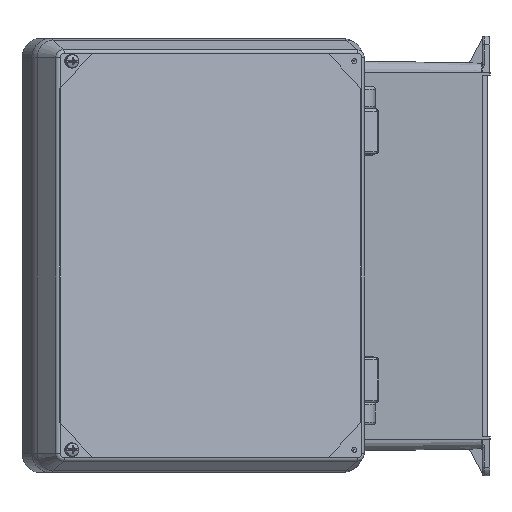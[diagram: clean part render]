
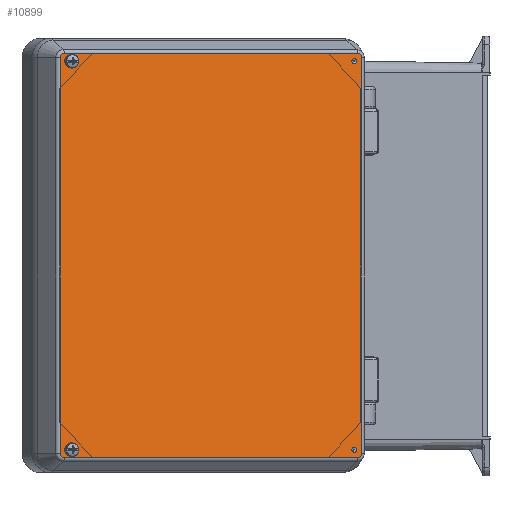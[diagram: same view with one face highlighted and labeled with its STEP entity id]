
A CAD part, left-side view. The second image highlights one B-rep face of the part: STEP entity #10899.
In plain terms, the highlighted face is planar.
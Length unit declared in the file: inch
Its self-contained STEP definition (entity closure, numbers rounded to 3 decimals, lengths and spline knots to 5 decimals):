
#120 = EDGE_LOOP ( 'NONE', ( #3862 ) ) ;
#300 = AXIS2_PLACEMENT_3D ( 'NONE', #24515, #11889, #26618 ) ;
#822 = DIRECTION ( 'NONE',  ( 0., -1., 0. ) ) ;
#1796 = DIRECTION ( 'NONE',  ( 0., -1., 0. ) ) ;
#1874 = CARTESIAN_POINT ( 'NONE',  ( 4.16, -1.64, 5.16 ) ) ;
#2880 = AXIS2_PLACEMENT_3D ( 'NONE', #7572, #22220, #9673 ) ;
#3495 = VERTEX_POINT ( 'NONE', #22965 ) ;
#3776 = CARTESIAN_POINT ( 'NONE',  ( 4.0625, -1.64, -5.07 ) ) ;
#3862 = ORIENTED_EDGE ( 'NONE', *, *, #9062, .F. ) ;
#3930 = DIRECTION ( 'NONE',  ( 0., 0., -1. ) ) ;
#4097 = EDGE_CURVE ( 'NONE', #8252, #12421, #15451, .T. ) ;
#4158 = VECTOR ( 'NONE', #20200, 39.37008 ) ;
#4204 = LINE ( 'NONE', #13837, #4158 ) ;
#4365 = CIRCLE ( 'NONE', #22355, 0.094 ) ;
#4552 = AXIS2_PLACEMENT_3D ( 'NONE', #12094, #1796, #16309 ) ;
#5750 = CIRCLE ( 'NONE', #20337, 0.11878 ) ;
#5798 = VERTEX_POINT ( 'NONE', #18471 ) ;
#5826 = DIRECTION ( 'NONE',  ( 0., 0., -1. ) ) ;
#6362 = EDGE_LOOP ( 'NONE', ( #6370 ) ) ;
#6370 = ORIENTED_EDGE ( 'NONE', *, *, #14621, .F. ) ;
#7217 = DIRECTION ( 'NONE',  ( 0., 1., 0. ) ) ;
#7572 = CARTESIAN_POINT ( 'NONE',  ( 4.0625, -1.64, 5.07 ) ) ;
#7760 = AXIS2_PLACEMENT_3D ( 'NONE', #3776, #18295, #5826 ) ;
#7795 = CIRCLE ( 'NONE', #26130, 0.11878 ) ;
#8086 = CARTESIAN_POINT ( 'NONE',  ( 4.0625, -1.64, 5.004 ) ) ;
#8252 = VERTEX_POINT ( 'NONE', #16838 ) ;
#8255 = EDGE_CURVE ( 'NONE', #18460, #3495, #23515, .T. ) ;
#8455 = ORIENTED_EDGE ( 'NONE', *, *, #17148, .T. ) ;
#8499 = DIRECTION ( 'NONE',  ( 0., -1., 0. ) ) ;
#9062 = EDGE_CURVE ( 'NONE', #15825, #15825, #23653, .T. ) ;
#9462 = EDGE_CURVE ( 'NONE', #23808, #18460, #13724, .T. ) ;
#9485 = CARTESIAN_POINT ( 'NONE',  ( -4.27878, -1.64, -5.16 ) ) ;
#9569 = ORIENTED_EDGE ( 'NONE', *, *, #10649, .T. ) ;
#9673 = DIRECTION ( 'NONE',  ( 0., 0., -1. ) ) ;
#9902 = CARTESIAN_POINT ( 'NONE',  ( 4.16, -1.64, -5.16 ) ) ;
#10093 = VECTOR ( 'NONE', #18225, 39.37008 ) ;
#10649 = EDGE_CURVE ( 'NONE', #24857, #24857, #4365, .T. ) ;
#10690 = LINE ( 'NONE', #20355, #10093 ) ;
#10717 = CARTESIAN_POINT ( 'NONE',  ( 4.27878, -1.64, 5.16 ) ) ;
#10810 = EDGE_CURVE ( 'NONE', #18668, #8252, #7795, .T. ) ;
#10899 = ADVANCED_FACE ( 'NONE', ( #26964, #26966, #26745, #26998, #26719 ), #20453, .T. ) ;
#11128 = EDGE_LOOP ( 'NONE', ( #16609 ) ) ;
#11403 = ORIENTED_EDGE ( 'NONE', *, *, #10810, .T. ) ;
#11889 = DIRECTION ( 'NONE',  ( 0., 1., 0. ) ) ;
#12005 = DIRECTION ( 'NONE',  ( 0., 0., -1. ) ) ;
#12094 = CARTESIAN_POINT ( 'NONE',  ( 4.16, -1.64, -5.16 ) ) ;
#12136 = CIRCLE ( 'NONE', #17674, 0.11878 ) ;
#12421 = VERTEX_POINT ( 'NONE', #20917 ) ;
#12588 = ORIENTED_EDGE ( 'NONE', *, *, #8255, .T. ) ;
#12610 = CIRCLE ( 'NONE', #2880, 0.066 ) ;
#13055 = AXIS2_PLACEMENT_3D ( 'NONE', #21097, #8499, #23184 ) ;
#13217 = CARTESIAN_POINT ( 'NONE',  ( -4.16, -1.64, -5.16 ) ) ;
#13359 = CARTESIAN_POINT ( 'NONE',  ( -4.0625, -1.64, -5.164 ) ) ;
#13438 = EDGE_CURVE ( 'NONE', #5798, #18668, #4204, .T. ) ;
#13724 = LINE ( 'NONE', #17746, #14100 ) ;
#13837 = CARTESIAN_POINT ( 'NONE',  ( 4.16, -1.64, -5.27878 ) ) ;
#14100 = VECTOR ( 'NONE', #19881, 39.37008 ) ;
#14621 = EDGE_CURVE ( 'NONE', #24176, #24176, #12610, .T. ) ;
#14862 = DIRECTION ( 'NONE',  ( 0., 0., 1. ) ) ;
#15277 = VECTOR ( 'NONE', #14862, 39.37008 ) ;
#15317 = DIRECTION ( 'NONE',  ( 0., 0., -1. ) ) ;
#15451 = LINE ( 'NONE', #10717, #15277 ) ;
#15825 = VERTEX_POINT ( 'NONE', #20379 ) ;
#16293 = VERTEX_POINT ( 'NONE', #9485 ) ;
#16309 = DIRECTION ( 'NONE',  ( 0., 0., -1. ) ) ;
#16369 = DIRECTION ( 'NONE',  ( 0., -1., 0. ) ) ;
#16609 = ORIENTED_EDGE ( 'NONE', *, *, #26656, .T. ) ;
#16838 = CARTESIAN_POINT ( 'NONE',  ( 4.27878, -1.64, -5.16 ) ) ;
#17148 = EDGE_CURVE ( 'NONE', #16293, #5798, #5750, .T. ) ;
#17405 = CARTESIAN_POINT ( 'NONE',  ( 4.16, -1.64, 5.27878 ) ) ;
#17674 = AXIS2_PLACEMENT_3D ( 'NONE', #1874, #16369, #3930 ) ;
#17746 = CARTESIAN_POINT ( 'NONE',  ( -4.16, -1.64, 5.27878 ) ) ;
#18225 = DIRECTION ( 'NONE',  ( 0., 0., -1. ) ) ;
#18295 = DIRECTION ( 'NONE',  ( 0., -1., 0. ) ) ;
#18334 = EDGE_CURVE ( 'NONE', #3495, #16293, #10690, .T. ) ;
#18460 = VERTEX_POINT ( 'NONE', #20822 ) ;
#18471 = CARTESIAN_POINT ( 'NONE',  ( -4.16, -1.64, -5.27878 ) ) ;
#18668 = VERTEX_POINT ( 'NONE', #21823 ) ;
#19751 = CARTESIAN_POINT ( 'NONE',  ( -4.0625, -1.64, 5.07 ) ) ;
#19881 = DIRECTION ( 'NONE',  ( -1., 0., 0. ) ) ;
#20200 = DIRECTION ( 'NONE',  ( 1., 0., 0. ) ) ;
#20318 = ORIENTED_EDGE ( 'NONE', *, *, #24023, .T. ) ;
#20337 = AXIS2_PLACEMENT_3D ( 'NONE', #13217, #822, #15317 ) ;
#20355 = CARTESIAN_POINT ( 'NONE',  ( -4.27878, -1.64, -5.16 ) ) ;
#20379 = CARTESIAN_POINT ( 'NONE',  ( 4.0625, -1.64, -5.136 ) ) ;
#20453 = PLANE ( 'NONE',  #4552 ) ;
#20822 = CARTESIAN_POINT ( 'NONE',  ( -4.16, -1.64, 5.27878 ) ) ;
#20917 = CARTESIAN_POINT ( 'NONE',  ( 4.27878, -1.64, 5.16 ) ) ;
#21097 = CARTESIAN_POINT ( 'NONE',  ( -4.16, -1.64, 5.16 ) ) ;
#21703 = VERTEX_POINT ( 'NONE', #13359 ) ;
#21823 = CARTESIAN_POINT ( 'NONE',  ( 4.16, -1.64, -5.27878 ) ) ;
#21842 = ORIENTED_EDGE ( 'NONE', *, *, #4097, .T. ) ;
#21845 = DIRECTION ( 'NONE',  ( 0., 0., -1. ) ) ;
#22177 = ORIENTED_EDGE ( 'NONE', *, *, #9462, .T. ) ;
#22220 = DIRECTION ( 'NONE',  ( 0., -1., 0. ) ) ;
#22355 = AXIS2_PLACEMENT_3D ( 'NONE', #19751, #7217, #21845 ) ;
#22568 = CARTESIAN_POINT ( 'NONE',  ( -4.0625, -1.64, 4.976 ) ) ;
#22965 = CARTESIAN_POINT ( 'NONE',  ( -4.27878, -1.64, 5.16 ) ) ;
#23001 = EDGE_LOOP ( 'NONE', ( #26134, #8455, #26478, #11403, #21842, #20318, #22177, #12588 ) ) ;
#23184 = DIRECTION ( 'NONE',  ( 0., 0., -1. ) ) ;
#23515 = CIRCLE ( 'NONE', #13055, 0.11878 ) ;
#23648 = CIRCLE ( 'NONE', #300, 0.094 ) ;
#23653 = CIRCLE ( 'NONE', #7760, 0.066 ) ;
#23808 = VERTEX_POINT ( 'NONE', #17405 ) ;
#24023 = EDGE_CURVE ( 'NONE', #12421, #23808, #12136, .T. ) ;
#24176 = VERTEX_POINT ( 'NONE', #8086 ) ;
#24515 = CARTESIAN_POINT ( 'NONE',  ( -4.0625, -1.64, -5.07 ) ) ;
#24629 = DIRECTION ( 'NONE',  ( 0., -1., 0. ) ) ;
#24857 = VERTEX_POINT ( 'NONE', #22568 ) ;
#26000 = EDGE_LOOP ( 'NONE', ( #9569 ) ) ;
#26130 = AXIS2_PLACEMENT_3D ( 'NONE', #9902, #24629, #12005 ) ;
#26134 = ORIENTED_EDGE ( 'NONE', *, *, #18334, .T. ) ;
#26478 = ORIENTED_EDGE ( 'NONE', *, *, #13438, .T. ) ;
#26618 = DIRECTION ( 'NONE',  ( 0., 0., -1. ) ) ;
#26656 = EDGE_CURVE ( 'NONE', #21703, #21703, #23648, .T. ) ;
#26719 = FACE_OUTER_BOUND ( 'NONE', #23001, .T. ) ;
#26745 = FACE_BOUND ( 'NONE', #26000, .T. ) ;
#26964 = FACE_BOUND ( 'NONE', #6362, .T. ) ;
#26966 = FACE_BOUND ( 'NONE', #120, .T. ) ;
#26998 = FACE_BOUND ( 'NONE', #11128, .T. ) ;
